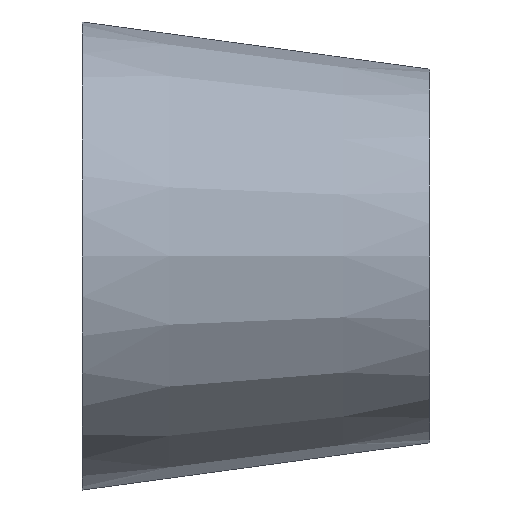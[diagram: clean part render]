
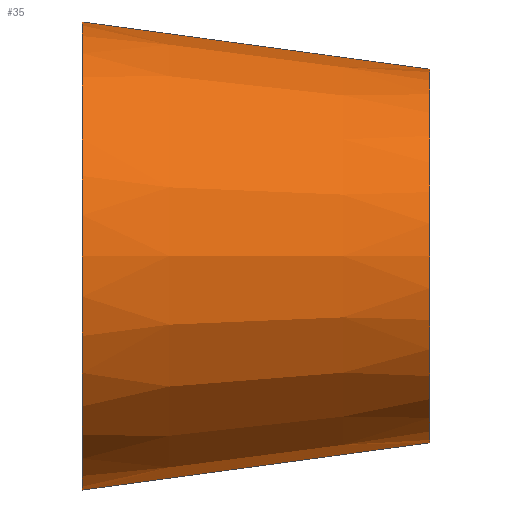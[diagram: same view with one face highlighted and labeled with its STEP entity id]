
A CAD part, front view. The second image highlights one B-rep face of the part: STEP entity #35.
In plain terms, the highlighted conical face has half-angle 7.745 degrees and reference radius 13.45 mm.
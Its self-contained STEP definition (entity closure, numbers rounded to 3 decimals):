
#1 = VERTEX_POINT ( 'NONE', #40 ) ;
#5 = LINE ( 'NONE', #103, #180 ) ;
#16 = CARTESIAN_POINT ( 'NONE',  ( 0., 0., 16.85 ) ) ;
#18 = VERTEX_POINT ( 'NONE', #16 ) ;
#19 = ORIENTED_EDGE ( 'NONE', *, *, #128, .F. ) ;
#35 = ADVANCED_FACE ( 'NONE', ( #154 ), #134, .T. ) ;
#36 = VECTOR ( 'NONE', #47, 1000. ) ;
#40 = CARTESIAN_POINT ( 'NONE',  ( 25., 0., -13.45 ) ) ;
#45 = CARTESIAN_POINT ( 'NONE',  ( 0., 0., -16.85 ) ) ;
#47 = DIRECTION ( 'NONE',  ( -0.991, 0., 0.135 ) ) ;
#54 = EDGE_CURVE ( 'NONE', #226, #18, #62, .T. ) ;
#62 = LINE ( 'NONE', #102, #36 ) ;
#63 = DIRECTION ( 'NONE',  ( 0., 0., -1. ) ) ;
#72 = CIRCLE ( 'NONE', #214, 13.45 ) ;
#81 = DIRECTION ( 'NONE',  ( -0.991, 0., -0.135 ) ) ;
#84 = CARTESIAN_POINT ( 'NONE',  ( 25., 0., 0. ) ) ;
#93 = ORIENTED_EDGE ( 'NONE', *, *, #244, .T. ) ;
#102 = CARTESIAN_POINT ( 'NONE',  ( 25., 0., 13.45 ) ) ;
#103 = CARTESIAN_POINT ( 'NONE',  ( 25., 0., -13.45 ) ) ;
#108 = CIRCLE ( 'NONE', #223, 16.85 ) ;
#114 = DIRECTION ( 'NONE',  ( 0., 0., 1. ) ) ;
#118 = DIRECTION ( 'NONE',  ( -1., 0., 0. ) ) ;
#128 = EDGE_CURVE ( 'NONE', #226, #1, #72, .T. ) ;
#134 = CONICAL_SURFACE ( 'NONE', #165, 13.45, 0.135 ) ;
#141 = DIRECTION ( 'NONE',  ( 0., 0., -1. ) ) ;
#154 = FACE_OUTER_BOUND ( 'NONE', #170, .T. ) ;
#165 = AXIS2_PLACEMENT_3D ( 'NONE', #229, #118, #114 ) ;
#170 = EDGE_LOOP ( 'NONE', ( #186, #19, #245, #93 ) ) ;
#174 = CARTESIAN_POINT ( 'NONE',  ( 0., 0., 0. ) ) ;
#180 = VECTOR ( 'NONE', #81, 1000. ) ;
#186 = ORIENTED_EDGE ( 'NONE', *, *, #204, .F. ) ;
#204 = EDGE_CURVE ( 'NONE', #1, #246, #5, .T. ) ;
#214 = AXIS2_PLACEMENT_3D ( 'NONE', #84, #236, #141 ) ;
#218 = DIRECTION ( 'NONE',  ( 1., 0., 0. ) ) ;
#223 = AXIS2_PLACEMENT_3D ( 'NONE', #174, #218, #63 ) ;
#226 = VERTEX_POINT ( 'NONE', #232 ) ;
#229 = CARTESIAN_POINT ( 'NONE',  ( 25., 0., 0. ) ) ;
#232 = CARTESIAN_POINT ( 'NONE',  ( 25., 0., 13.45 ) ) ;
#236 = DIRECTION ( 'NONE',  ( 1., 0., 0. ) ) ;
#244 = EDGE_CURVE ( 'NONE', #18, #246, #108, .T. ) ;
#245 = ORIENTED_EDGE ( 'NONE', *, *, #54, .T. ) ;
#246 = VERTEX_POINT ( 'NONE', #45 ) ;
